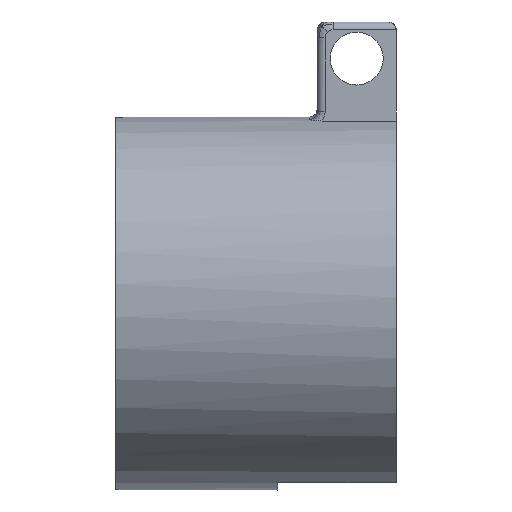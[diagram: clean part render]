
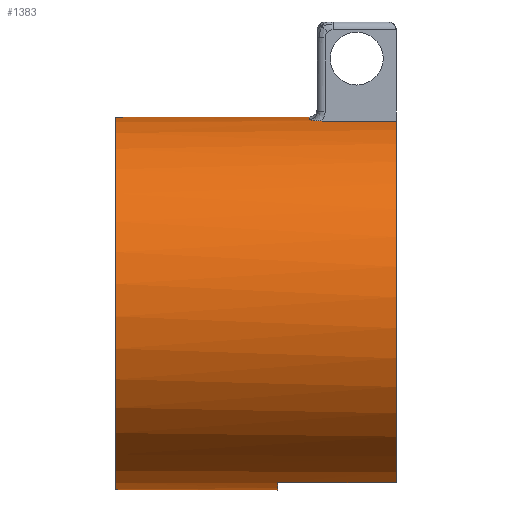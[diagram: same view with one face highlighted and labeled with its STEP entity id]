
A CAD part, left-side view. The second image highlights one B-rep face of the part: STEP entity #1383.
In plain terms, the highlighted cylindrical face has radius 23.625 mm (diameter 47.25 mm), a full revolution.
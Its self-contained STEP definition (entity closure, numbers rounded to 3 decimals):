
#93=LINE('',#2806,#179);
#96=LINE('',#2814,#182);
#106=LINE('',#2856,#192);
#107=LINE('',#2859,#193);
#108=LINE('',#2862,#194);
#179=VECTOR('',#1740,10.);
#182=VECTOR('',#1749,10.);
#192=VECTOR('',#1797,10.);
#193=VECTOR('',#1800,23.625);
#194=VECTOR('',#1803,10.);
#263=CYLINDRICAL_SURFACE('',#1520,23.625);
#326=FACE_OUTER_BOUND('',#426,.T.);
#426=EDGE_LOOP('',(#1103,#1104,#1105,#1106,#1107,#1108,#1109,#1110,#1111,
#1112,#1113,#1114,#1115,#1116));
#516=CIRCLE('',#1504,23.625);
#520=CIRCLE('',#1512,23.625);
#521=CIRCLE('',#1514,23.625);
#525=CIRCLE('',#1521,23.625);
#526=CIRCLE('',#1522,23.625);
#527=CIRCLE('',#1523,23.625);
#576=B_SPLINE_CURVE_WITH_KNOTS('',3,(#2624,#2625,#2626,#2627,#2628,#2629,
#2630,#2631,#2632,#2633),.UNSPECIFIED.,.F.,.F.,(4,2,2,2,4),(-0.001,
0.,0.065,0.129,0.189),
 .UNSPECIFIED.);
#580=B_SPLINE_CURVE_WITH_KNOTS('',3,(#2769,#2770,#2771,#2772,#2773,#2774,
#2775,#2776,#2777,#2778),.UNSPECIFIED.,.F.,.F.,(4,2,2,2,4),(0.,0.059,
0.122,0.185,0.186),.UNSPECIFIED.);
#625=VERTEX_POINT('',#2622);
#626=VERTEX_POINT('',#2623);
#630=VERTEX_POINT('',#2736);
#631=VERTEX_POINT('',#2768);
#636=VERTEX_POINT('',#2804);
#638=VERTEX_POINT('',#2813);
#643=VERTEX_POINT('',#2833);
#645=VERTEX_POINT('',#2837);
#646=VERTEX_POINT('',#2839);
#651=VERTEX_POINT('',#2854);
#652=VERTEX_POINT('',#2858);
#653=VERTEX_POINT('',#2861);
#765=EDGE_CURVE('',#625,#626,#576,.F.);
#772=EDGE_CURVE('',#630,#631,#580,.F.);
#786=EDGE_CURVE('',#625,#636,#93,.T.);
#790=EDGE_CURVE('',#638,#631,#96,.T.);
#793=EDGE_CURVE('',#626,#630,#516,.T.);
#799=EDGE_CURVE('',#643,#643,#520,.T.);
#801=EDGE_CURVE('',#646,#645,#521,.T.);
#810=EDGE_CURVE('',#651,#646,#106,.T.);
#811=EDGE_CURVE('',#643,#652,#107,.T.);
#812=EDGE_CURVE('',#652,#651,#525,.T.);
#813=EDGE_CURVE('',#653,#645,#108,.T.);
#814=EDGE_CURVE('',#653,#638,#526,.T.);
#815=EDGE_CURVE('',#636,#652,#527,.T.);
#1103=ORIENTED_EDGE('',*,*,#799,.F.);
#1104=ORIENTED_EDGE('',*,*,#811,.T.);
#1105=ORIENTED_EDGE('',*,*,#812,.T.);
#1106=ORIENTED_EDGE('',*,*,#810,.T.);
#1107=ORIENTED_EDGE('',*,*,#801,.T.);
#1108=ORIENTED_EDGE('',*,*,#813,.F.);
#1109=ORIENTED_EDGE('',*,*,#814,.T.);
#1110=ORIENTED_EDGE('',*,*,#790,.T.);
#1111=ORIENTED_EDGE('',*,*,#772,.F.);
#1112=ORIENTED_EDGE('',*,*,#793,.F.);
#1113=ORIENTED_EDGE('',*,*,#765,.F.);
#1114=ORIENTED_EDGE('',*,*,#786,.T.);
#1115=ORIENTED_EDGE('',*,*,#815,.T.);
#1116=ORIENTED_EDGE('',*,*,#811,.F.);
#1383=ADVANCED_FACE('',(#326),#263,.T.);
#1504=AXIS2_PLACEMENT_3D('',#2820,#1757,#1758);
#1512=AXIS2_PLACEMENT_3D('',#2834,#1775,#1776);
#1514=AXIS2_PLACEMENT_3D('',#2840,#1780,#1781);
#1520=AXIS2_PLACEMENT_3D('',#2857,#1798,#1799);
#1521=AXIS2_PLACEMENT_3D('',#2860,#1801,#1802);
#1522=AXIS2_PLACEMENT_3D('',#2863,#1804,#1805);
#1523=AXIS2_PLACEMENT_3D('',#2864,#1806,#1807);
#1740=DIRECTION('',(0.,-1.,0.));
#1749=DIRECTION('',(0.,1.,0.));
#1757=DIRECTION('center_axis',(0.,-1.,0.));
#1758=DIRECTION('ref_axis',(0.,0.,1.));
#1775=DIRECTION('center_axis',(0.,1.,0.));
#1776=DIRECTION('ref_axis',(-1.,0.,0.));
#1780=DIRECTION('center_axis',(0.,1.,0.));
#1781=DIRECTION('ref_axis',(-1.,0.,0.));
#1797=DIRECTION('',(0.,1.,0.));
#1798=DIRECTION('center_axis',(0.,1.,0.));
#1799=DIRECTION('ref_axis',(-0.275,0.,-0.961));
#1800=DIRECTION('',(0.,-1.,0.));
#1801=DIRECTION('center_axis',(0.,1.,0.));
#1802=DIRECTION('ref_axis',(-0.275,0.,-0.961));
#1803=DIRECTION('',(0.,1.,0.));
#1804=DIRECTION('center_axis',(0.,1.,0.));
#1805=DIRECTION('ref_axis',(-0.275,0.,-0.961));
#1806=DIRECTION('center_axis',(0.,1.,0.));
#1807=DIRECTION('ref_axis',(-0.275,0.,-0.961));
#2622=CARTESIAN_POINT('',(5.,9.393,23.09));
#2623=CARTESIAN_POINT('',(4.177,11.,23.253));
#2624=CARTESIAN_POINT('Ctrl Pts',(4.177,11.,23.253));
#2625=CARTESIAN_POINT('Ctrl Pts',(4.178,10.999,23.253));
#2626=CARTESIAN_POINT('Ctrl Pts',(4.18,10.997,23.252));
#2627=CARTESIAN_POINT('Ctrl Pts',(4.333,10.845,23.225));
#2628=CARTESIAN_POINT('Ctrl Pts',(4.473,10.692,23.198));
#2629=CARTESIAN_POINT('Ctrl Pts',(4.721,10.35,23.149));
#2630=CARTESIAN_POINT('Ctrl Pts',(4.824,10.167,23.127));
#2631=CARTESIAN_POINT('Ctrl Pts',(4.962,9.784,23.098));
#2632=CARTESIAN_POINT('Ctrl Pts',(5.,9.59,23.09));
#2633=CARTESIAN_POINT('Ctrl Pts',(5.,9.393,23.09));
#2736=CARTESIAN_POINT('',(-4.177,11.,23.253));
#2768=CARTESIAN_POINT('',(-5.,9.393,23.09));
#2769=CARTESIAN_POINT('Ctrl Pts',(-5.,9.393,23.09));
#2770=CARTESIAN_POINT('Ctrl Pts',(-5.,9.59,23.09));
#2771=CARTESIAN_POINT('Ctrl Pts',(-4.962,9.784,23.098));
#2772=CARTESIAN_POINT('Ctrl Pts',(-4.824,10.167,23.127));
#2773=CARTESIAN_POINT('Ctrl Pts',(-4.721,10.35,23.149));
#2774=CARTESIAN_POINT('Ctrl Pts',(-4.473,10.692,23.198));
#2775=CARTESIAN_POINT('Ctrl Pts',(-4.333,10.845,23.225));
#2776=CARTESIAN_POINT('Ctrl Pts',(-4.18,10.997,23.252));
#2777=CARTESIAN_POINT('Ctrl Pts',(-4.178,10.999,23.253));
#2778=CARTESIAN_POINT('Ctrl Pts',(-4.177,11.,23.253));
#2804=CARTESIAN_POINT('',(5.,0.,23.09));
#2806=CARTESIAN_POINT('',(5.,0.,23.09));
#2813=CARTESIAN_POINT('',(-5.,0.,23.09));
#2814=CARTESIAN_POINT('',(-5.,0.,23.09));
#2820=CARTESIAN_POINT('Origin',(0.,11.,0.));
#2833=CARTESIAN_POINT('',(6.5,35.5,22.713));
#2834=CARTESIAN_POINT('Origin',(0.,35.5,0.));
#2837=CARTESIAN_POINT('',(-6.5,15.,-22.713));
#2839=CARTESIAN_POINT('',(6.5,15.,-22.713));
#2840=CARTESIAN_POINT('Origin',(0.,15.,0.));
#2854=CARTESIAN_POINT('',(6.5,0.,-22.713));
#2856=CARTESIAN_POINT('',(6.5,0.,-22.713));
#2857=CARTESIAN_POINT('Origin',(0.,0.,0.));
#2858=CARTESIAN_POINT('',(6.5,0.,22.713));
#2859=CARTESIAN_POINT('',(6.5,0.,22.713));
#2860=CARTESIAN_POINT('Origin',(0.,0.,0.));
#2861=CARTESIAN_POINT('',(-6.5,0.,-22.713));
#2862=CARTESIAN_POINT('',(-6.5,0.,-22.713));
#2863=CARTESIAN_POINT('Origin',(0.,0.,0.));
#2864=CARTESIAN_POINT('Origin',(0.,0.,0.));
